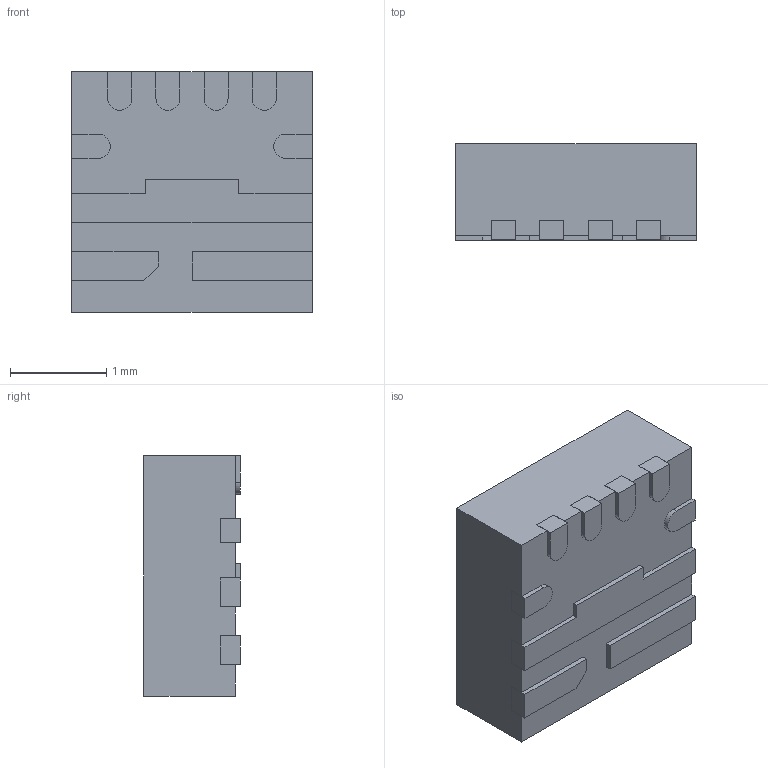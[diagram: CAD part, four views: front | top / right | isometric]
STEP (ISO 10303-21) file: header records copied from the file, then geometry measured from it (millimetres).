
FILE_DESCRIPTION (( 'STEP AP214' ), '1' );
FILE_NAME ('TPS61235PRWLT.STEP', '2021-05-13T01:14:47', ( '' ), ( '' ), 'SwSTEP 2.0', 'SolidWorks 2017', '' );
FILE_SCHEMA (( 'AUTOMOTIVE_DESIGN' ));
Length unit declared in the file: millimetre
Products named in the file (1): TPS61235PRWLT
Bounding box: 2.5 x 1 x 2.5 mm (x, y, z)
Volume: 6 mm3; surface area: 32 mm2
Topology: 11 solids, 11 shells, 121 faces, 294 edges, 196 vertices
Faces by surface type: plane 97, cylinder 24
Entity records: 3640 total; most frequent: CARTESIAN_POINT 612, ORIENTED_EDGE 588, DIRECTION 586, EDGE_CURVE 294, VECTOR 246, LINE 246, VERTEX_POINT 196, AXIS2_PLACEMENT_3D 170
